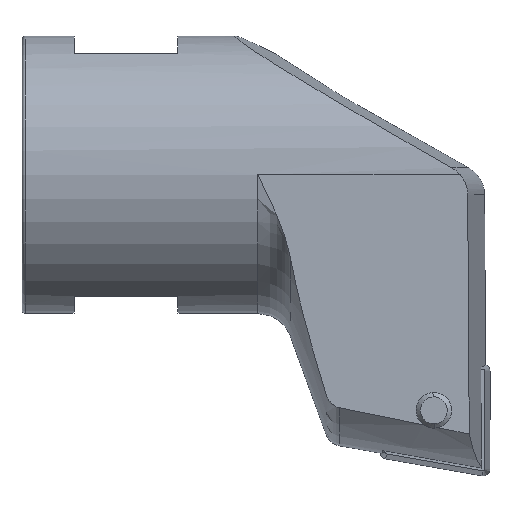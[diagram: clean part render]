
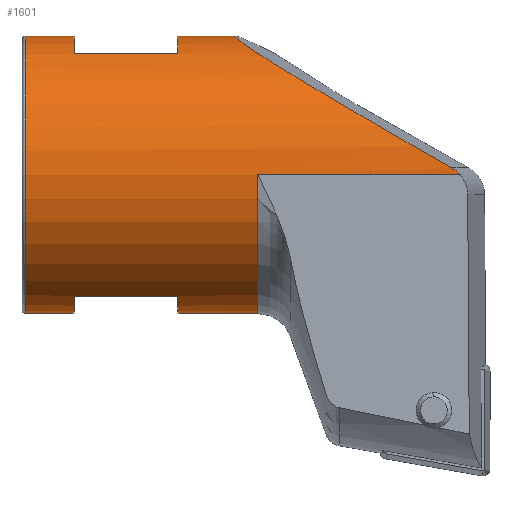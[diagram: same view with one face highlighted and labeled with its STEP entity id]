
A CAD part, front view. The second image highlights one B-rep face of the part: STEP entity #1601.
In plain terms, the highlighted cylindrical face has radius 8 mm (diameter 16 mm), a partial arc.
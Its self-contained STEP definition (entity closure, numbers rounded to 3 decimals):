
#78 = VERTEX_POINT ( 'NONE', #906 ) ;
#132 = CYLINDRICAL_SURFACE ( 'NONE', #2245, 8. ) ;
#183 = EDGE_CURVE ( 'NONE', #647, #3761, #3122, .T. ) ;
#207 = FACE_OUTER_BOUND ( 'NONE', #3846, .T. ) ;
#233 = CARTESIAN_POINT ( 'NONE',  ( -26.8, 0., 9.375 ) ) ;
#253 = VERTEX_POINT ( 'NONE', #1452 ) ;
#281 = VECTOR ( 'NONE', #646, 1000. ) ;
#283 = EDGE_CURVE ( 'NONE', #647, #4508, #856, .T. ) ;
#330 = EDGE_CURVE ( 'NONE', #4225, #4508, #3888, .T. ) ;
#368 = EDGE_CURVE ( 'NONE', #2152, #253, #2807, .T. ) ;
#388 = EDGE_CURVE ( 'NONE', #2025, #2152, #2746, .T. ) ;
#477 = VERTEX_POINT ( 'NONE', #2189 ) ;
#507 = EDGE_CURVE ( 'NONE', #1987, #2025, #2638, .T. ) ;
#612 = EDGE_CURVE ( 'NONE', #1133, #2924, #2471, .T. ) ;
#631 = DIRECTION ( 'NONE',  ( -1., 0., 0. ) ) ;
#646 = DIRECTION ( 'NONE',  ( -1., 0., 0. ) ) ;
#647 = VERTEX_POINT ( 'NONE', #2307 ) ;
#699 = CARTESIAN_POINT ( 'NONE',  ( -28.597, 0., 25.375 ) ) ;
#710 = CARTESIAN_POINT ( 'NONE',  ( -28.597, 0., 25.375 ) ) ;
#740 = ORIENTED_EDGE ( 'NONE', *, *, #283, .T. ) ;
#742 = ORIENTED_EDGE ( 'NONE', *, *, #2625, .T. ) ;
#788 = EDGE_CURVE ( 'NONE', #1981, #477, #2051, .T. ) ;
#856 = B_SPLINE_CURVE_WITH_KNOTS ( 'NONE', 3,
 ( #1481, #1490, #1595, #1602 ),
 .UNSPECIFIED., .F., .F.,
 ( 4, 4 ),
 ( 0., 0.001 ),
 .UNSPECIFIED. ) ;
#872 = EDGE_CURVE ( 'NONE', #477, #4328, #1785, .T. ) ;
#875 = EDGE_CURVE ( 'NONE', #78, #3761, #1868, .T. ) ;
#906 = CARTESIAN_POINT ( 'NONE',  ( -13.4, 0., 9.375 ) ) ;
#955 = EDGE_CURVE ( 'NONE', #4328, #3366, #1539, .T. ) ;
#1047 = VECTOR ( 'NONE', #4534, 1000. ) ;
#1061 = LINE ( 'NONE', #4437, #1047 ) ;
#1109 = EDGE_CURVE ( 'NONE', #78, #3366, #1187, .T. ) ;
#1133 = VERTEX_POINT ( 'NONE', #4779 ) ;
#1172 = CARTESIAN_POINT ( 'NONE',  ( -14.685, 0., 25.375 ) ) ;
#1185 = VECTOR ( 'NONE', #4682, 1000. ) ;
#1187 = LINE ( 'NONE', #3933, #1185 ) ;
#1238 = DIRECTION ( 'NONE',  ( -1., 0., 0. ) ) ;
#1241 = EDGE_CURVE ( 'NONE', #1981, #2924, #1061, .T. ) ;
#1251 = CARTESIAN_POINT ( 'NONE',  ( -52.034, -8., 17.375 ) ) ;
#1370 = CARTESIAN_POINT ( 'NONE',  ( -28.597, 0., 17.375 ) ) ;
#1445 = ORIENTED_EDGE ( 'NONE', *, *, #875, .T. ) ;
#1452 = CARTESIAN_POINT ( 'NONE',  ( -18., 0., 25.375 ) ) ;
#1481 = CARTESIAN_POINT ( 'NONE',  ( -1.719, -8., 17.375 ) ) ;
#1490 = CARTESIAN_POINT ( 'NONE',  ( -1.858, -8., 17.536 ) ) ;
#1509 = CARTESIAN_POINT ( 'NONE',  ( -18., -3.873, 10.375 ) ) ;
#1539 = CIRCLE ( 'NONE', #4248, 8. ) ;
#1595 = CARTESIAN_POINT ( 'NONE',  ( -2.019, -7.995, 17.669 ) ) ;
#1601 = ADVANCED_FACE ( 'NONE', ( #207 ), #132, .T. ) ;
#1602 = CARTESIAN_POINT ( 'NONE',  ( -2.204, -7.99, 17.774 ) ) ;
#1700 = CARTESIAN_POINT ( 'NONE',  ( -14.685, 0., 25.375 ) ) ;
#1785 = LINE ( 'NONE', #3422, #1845 ) ;
#1800 = CARTESIAN_POINT ( 'NONE',  ( -15.238, -4.503, 25.375 ) ) ;
#1828 = CARTESIAN_POINT ( 'NONE',  ( -10.141, -7.765, 22.271 ) ) ;
#1829 = CARTESIAN_POINT ( 'NONE',  ( -2.204, -7.99, 17.774 ) ) ;
#1845 = VECTOR ( 'NONE', #3427, 1000. ) ;
#1868 = CIRCLE ( 'NONE', #2906, 8. ) ;
#1950 = CARTESIAN_POINT ( 'NONE',  ( -18., 0., 17.375 ) ) ;
#1955 = DIRECTION ( 'NONE',  ( -1., 0., 0. ) ) ;
#1961 = DIRECTION ( 'NONE',  ( 0., 0., 1. ) ) ;
#1981 = VERTEX_POINT ( 'NONE', #2352 ) ;
#1987 = VERTEX_POINT ( 'NONE', #2353 ) ;
#1994 = DIRECTION ( 'NONE',  ( 1., 0., 0. ) ) ;
#2025 = VERTEX_POINT ( 'NONE', #2298 ) ;
#2031 = CARTESIAN_POINT ( 'NONE',  ( -28.597, -3.873, 24.375 ) ) ;
#2041 = ORIENTED_EDGE ( 'NONE', *, *, #330, .F. ) ;
#2051 = CIRCLE ( 'NONE', #4177, 8. ) ;
#2063 = CARTESIAN_POINT ( 'NONE',  ( -18., -3.873, 24.375 ) ) ;
#2152 = VERTEX_POINT ( 'NONE', #2063 ) ;
#2169 = AXIS2_PLACEMENT_3D ( 'NONE', #3091, #3096, #3099 ) ;
#2189 = CARTESIAN_POINT ( 'NONE',  ( -24., -3.873, 10.375 ) ) ;
#2193 = AXIS2_PLACEMENT_3D ( 'NONE', #3760, #4731, #4733 ) ;
#2245 = AXIS2_PLACEMENT_3D ( 'NONE', #1370, #2457, #3981 ) ;
#2282 = CARTESIAN_POINT ( 'NONE',  ( -2.204, -7.99, 17.774 ) ) ;
#2298 = CARTESIAN_POINT ( 'NONE',  ( -24., -3.873, 24.375 ) ) ;
#2307 = CARTESIAN_POINT ( 'NONE',  ( -1.719, -8., 17.375 ) ) ;
#2352 = CARTESIAN_POINT ( 'NONE',  ( -24., 0., 9.375 ) ) ;
#2353 = CARTESIAN_POINT ( 'NONE',  ( -24., 0., 25.375 ) ) ;
#2457 = DIRECTION ( 'NONE',  ( -1., 0., 0. ) ) ;
#2471 = CIRCLE ( 'NONE', #2193, 8. ) ;
#2573 = ORIENTED_EDGE ( 'NONE', *, *, #1109, .F. ) ;
#2589 = CARTESIAN_POINT ( 'NONE',  ( -24., 0., 17.375 ) ) ;
#2597 = DIRECTION ( 'NONE',  ( -1., 0., 0. ) ) ;
#2603 = DIRECTION ( 'NONE',  ( 0., 0., 1. ) ) ;
#2625 = EDGE_CURVE ( 'NONE', #4225, #253, #3876, .T. ) ;
#2638 = CIRCLE ( 'NONE', #2169, 8. ) ;
#2654 = EDGE_CURVE ( 'NONE', #1987, #1133, #3872, .T. ) ;
#2661 = CARTESIAN_POINT ( 'NONE',  ( -18., 0., 9.375 ) ) ;
#2739 = VECTOR ( 'NONE', #1994, 1000. ) ;
#2746 = LINE ( 'NONE', #2031, #2739 ) ;
#2807 = CIRCLE ( 'NONE', #3266, 8. ) ;
#2906 = AXIS2_PLACEMENT_3D ( 'NONE', #3452, #3454, #3461 ) ;
#2924 = VERTEX_POINT ( 'NONE', #233 ) ;
#2988 = ORIENTED_EDGE ( 'NONE', *, *, #368, .F. ) ;
#3060 = VECTOR ( 'NONE', #1238, 1000. ) ;
#3091 = CARTESIAN_POINT ( 'NONE',  ( -24., 0., 17.375 ) ) ;
#3096 = DIRECTION ( 'NONE',  ( 1., 0., 0. ) ) ;
#3099 = DIRECTION ( 'NONE',  ( 0., 0., -1. ) ) ;
#3122 = LINE ( 'NONE', #1251, #3060 ) ;
#3125 = ORIENTED_EDGE ( 'NONE', *, *, #183, .F. ) ;
#3237 = CARTESIAN_POINT ( 'NONE',  ( -13.4, -8., 17.375 ) ) ;
#3266 = AXIS2_PLACEMENT_3D ( 'NONE', #1950, #1955, #1961 ) ;
#3366 = VERTEX_POINT ( 'NONE', #2661 ) ;
#3422 = CARTESIAN_POINT ( 'NONE',  ( -28.597, -3.873, 10.375 ) ) ;
#3427 = DIRECTION ( 'NONE',  ( 1., 0., 0. ) ) ;
#3452 = CARTESIAN_POINT ( 'NONE',  ( -13.4, 0., 17.375 ) ) ;
#3454 = DIRECTION ( 'NONE',  ( -1., 0., 0. ) ) ;
#3461 = DIRECTION ( 'NONE',  ( 0., 0., 1. ) ) ;
#3760 = CARTESIAN_POINT ( 'NONE',  ( -26.8, 0., 17.375 ) ) ;
#3761 = VERTEX_POINT ( 'NONE', #3237 ) ;
#3786 = ORIENTED_EDGE ( 'NONE', *, *, #872, .T. ) ;
#3811 = ORIENTED_EDGE ( 'NONE', *, *, #788, .T. ) ;
#3817 = VECTOR ( 'NONE', #631, 1000. ) ;
#3839 = ORIENTED_EDGE ( 'NONE', *, *, #388, .F. ) ;
#3846 = EDGE_LOOP ( 'NONE', ( #2573, #1445, #3125, #740, #2041, #742, #2988, #3839, #4035, #3975, #3922, #3919, #3811, #3786, #4184 ) ) ;
#3872 = LINE ( 'NONE', #699, #3817 ) ;
#3876 = LINE ( 'NONE', #710, #281 ) ;
#3888 =( BOUNDED_CURVE ( )  B_SPLINE_CURVE ( 3, ( #1700, #1800, #1828, #1829 ),
 .UNSPECIFIED., .F., .T. ) 
 B_SPLINE_CURVE_WITH_KNOTS ( ( 4, 4 ),
 ( 6.214, 7.735 ),
 .UNSPECIFIED. ) 
 CURVE ( )  GEOMETRIC_REPRESENTATION_ITEM ( )  RATIONAL_B_SPLINE_CURVE ( ( 1., 0.816, 0.816, 1. ) ) 
 REPRESENTATION_ITEM ( '' )  );
#3919 = ORIENTED_EDGE ( 'NONE', *, *, #1241, .F. ) ;
#3922 = ORIENTED_EDGE ( 'NONE', *, *, #612, .T. ) ;
#3933 = CARTESIAN_POINT ( 'NONE',  ( -28.597, 0., 9.375 ) ) ;
#3975 = ORIENTED_EDGE ( 'NONE', *, *, #2654, .T. ) ;
#3981 = DIRECTION ( 'NONE',  ( 0., 0., 1. ) ) ;
#4006 = CARTESIAN_POINT ( 'NONE',  ( -18., 0., 17.375 ) ) ;
#4013 = DIRECTION ( 'NONE',  ( 1., 0., 0. ) ) ;
#4014 = DIRECTION ( 'NONE',  ( 0., 0., -1. ) ) ;
#4035 = ORIENTED_EDGE ( 'NONE', *, *, #507, .F. ) ;
#4177 = AXIS2_PLACEMENT_3D ( 'NONE', #2589, #2597, #2603 ) ;
#4184 = ORIENTED_EDGE ( 'NONE', *, *, #955, .T. ) ;
#4225 = VERTEX_POINT ( 'NONE', #1172 ) ;
#4248 = AXIS2_PLACEMENT_3D ( 'NONE', #4006, #4013, #4014 ) ;
#4328 = VERTEX_POINT ( 'NONE', #1509 ) ;
#4437 = CARTESIAN_POINT ( 'NONE',  ( -28.597, 0., 9.375 ) ) ;
#4508 = VERTEX_POINT ( 'NONE', #2282 ) ;
#4534 = DIRECTION ( 'NONE',  ( -1., 0., 0. ) ) ;
#4682 = DIRECTION ( 'NONE',  ( -1., 0., 0. ) ) ;
#4731 = DIRECTION ( 'NONE',  ( 1., 0., 0. ) ) ;
#4733 = DIRECTION ( 'NONE',  ( 0., 0., -1. ) ) ;
#4779 = CARTESIAN_POINT ( 'NONE',  ( -26.8, 0., 25.375 ) ) ;
